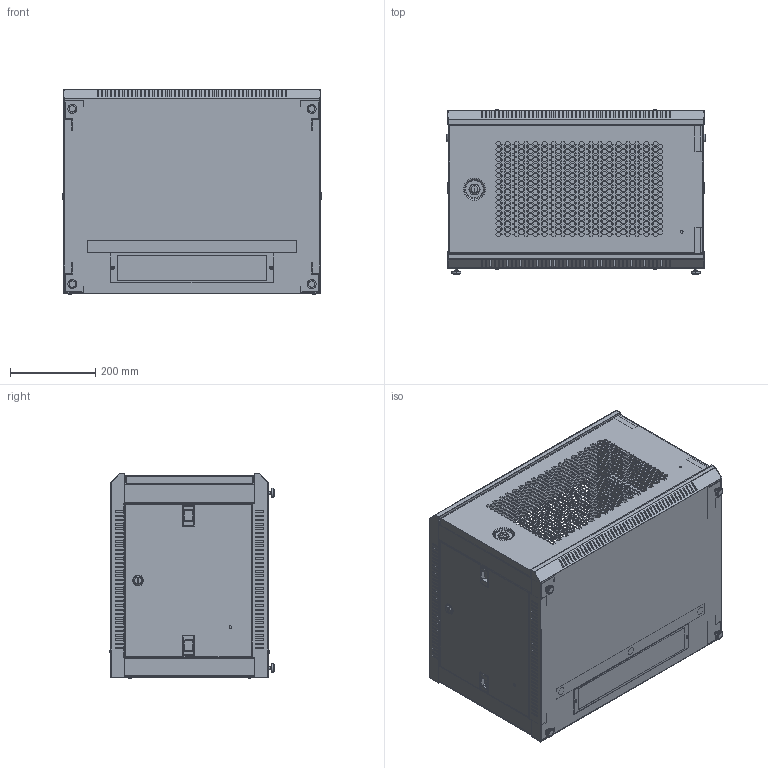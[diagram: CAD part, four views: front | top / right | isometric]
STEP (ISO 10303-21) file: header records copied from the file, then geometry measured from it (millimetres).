
FILE_DESCRIPTION (( 'STEP AP214' ), '1' );
FILE_NAME ('LWR3-06U64-ÐF ITK Øêàô LINEA W 6U 600x450 ìì äâåðü ïåðôîðèðîâàííàÿ, RAL7035.STEP', '2018-11-27T14:21:57', ( '' ), ( '' ), 'SwSTEP 2.0', 'SolidWorks 2014', '' );
FILE_SCHEMA (( 'AUTOMOTIVE_DESIGN' ));
Length unit declared in the file: millimetre
Products named in the file (1): LWR3-06U64-ÐF  ITK Øêàô LINEA W 6U 600x450 ìì äâåðü ïåðôîðèðîâàííàÿ, RAL7035
Bounding box: 604.6 x 387.41 x 480 mm (x, y, z)
Volume: 2508469.3 mm3; surface area: 3886691.9 mm2
Topology: 19 solids, 23 shells, 8193 faces, 24196 edges, 16080 vertices
Faces by surface type: plane 7146, cylinder 933, cone 52, torus 48, sphere 14
Entity records: 275632 total; most frequent: CARTESIAN_POINT 49738, ORIENTED_EDGE 48392, DIRECTION 42446, EDGE_CURVE 24196, VECTOR 21710, LINE 21710, VERTEX_POINT 16080, EDGE_LOOP 10932
